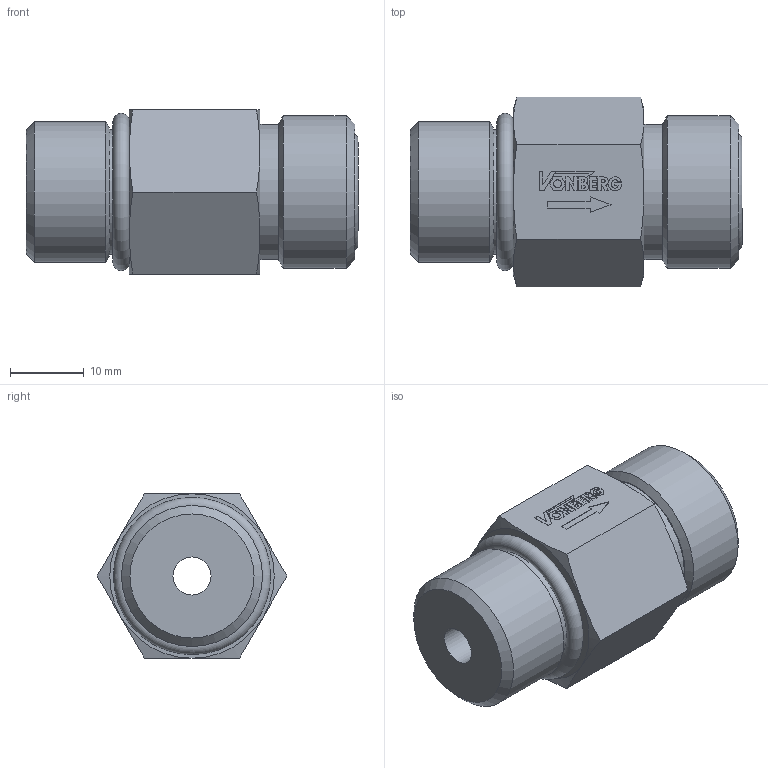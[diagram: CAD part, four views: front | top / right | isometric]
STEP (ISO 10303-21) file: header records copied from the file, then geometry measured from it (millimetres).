
FILE_DESCRIPTION((''),'2;1');
FILE_NAME('28059-808.stp','2015-02-16T14:55:34',('jml'),(''),'Autodesk Inventor 2010','Autodesk Inventor 2010','');
FILE_SCHEMA(('AUTOMOTIVE_DESIGN { 1 0 10303 214 1 1 1 1 }'));
Length unit declared in the file: inch
Products named in the file (4): 28009-808 (LevelofDetail1); 220675; 908 O-RING; 014 O-RING
Assembly tree (3 placements, depth 2):
  28009-808 (LevelofDetail1)
    220675
    908 O-RING
    014 O-RING
Bounding box: 44.88 x 25.66 x 22.23 mm (x, y, z)
Volume: 14616.3 mm3; surface area: 5408.2 mm2
Topology: 3 solids, 3 shells, 137 faces, 331 edges, 215 vertices
Faces by surface type: plane 97, cylinder 21, cone 16, torus 2, bspline 1
Full cylindrical faces by diameter (mm): 1.044 x1, 11.278 x1, 15.85 x1, 16.815 x1, 18.263 x1, 19.05 x1, 20.625 x1
Entity records: 4117 total; most frequent: CARTESIAN_POINT 741, DIRECTION 644, ORIENTED_EDGE 636, EDGE_CURVE 318, VECTOR 230, LINE 230, VERTEX_POINT 214, AXIS2_PLACEMENT_3D 207
